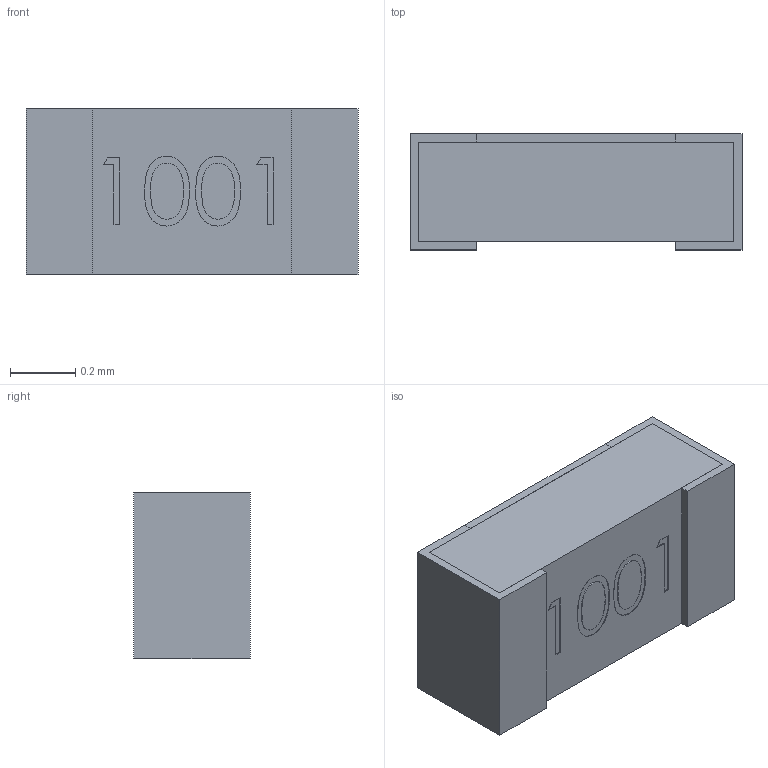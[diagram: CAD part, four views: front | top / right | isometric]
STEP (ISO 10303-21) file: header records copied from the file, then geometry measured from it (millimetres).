
FILE_DESCRIPTION (( 'STEP AP214' ), '1' );
FILE_NAME ('UPTF0402-16W-E-1001AT.STEP', '2021-06-30T08:54:46', ( '' ), ( '' ), 'SwSTEP 2.0', 'SolidWorks 2018', '' );
FILE_SCHEMA (( 'AUTOMOTIVE_DESIGN' ));
Length unit declared in the file: inch
Products named in the file (1): UPTF0402-16W-E-1001AT
Bounding box: 1.02 x 0.36 x 0.51 mm (x, y, z)
Volume: 0.2 mm3; surface area: 4.1 mm2
Topology: 4 solids, 4 shells, 68 faces, 162 edges, 108 vertices
Faces by surface type: plane 50, bspline 18
Entity records: 3885 total; most frequent: CARTESIAN_POINT 1909, ORIENTED_EDGE 324, DIRECTION 228, EDGE_CURVE 162, VECTOR 126, LINE 126, VERTEX_POINT 108, EDGE_LOOP 74
